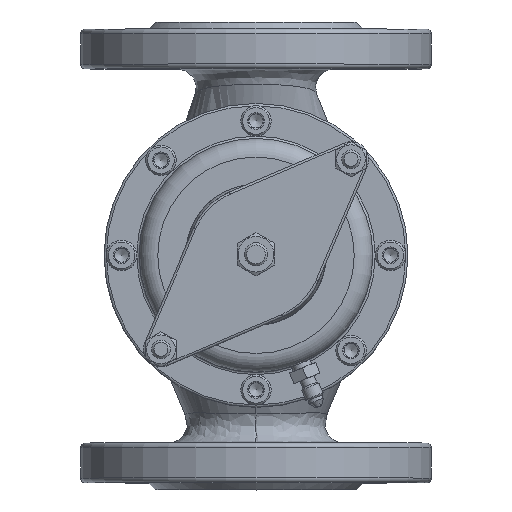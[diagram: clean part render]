
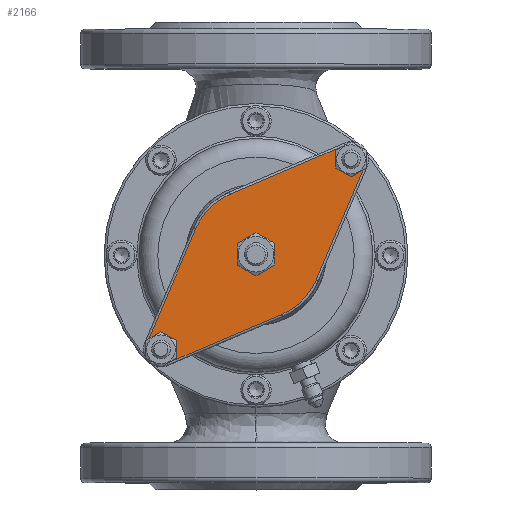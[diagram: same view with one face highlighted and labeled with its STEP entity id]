
A CAD part, top view. The second image highlights one B-rep face of the part: STEP entity #2166.
In plain terms, the highlighted face is planar.
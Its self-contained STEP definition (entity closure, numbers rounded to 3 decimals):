
#2166=ADVANCED_FACE('',(#17970,#17972,#17974,#17976),#17978,.T.);
#17970=FACE_BOUND('',#17971,.T.);
#17971=EDGE_LOOP('',(#20460,#20461,#20462,#20463,#20464,#20465,#20466,#20467));
#17972=FACE_BOUND('',#17973,.T.);
#17973=EDGE_LOOP('',(#20468));
#17974=FACE_BOUND('',#17975,.T.);
#17975=EDGE_LOOP('',(#20469));
#17976=FACE_BOUND('',#17977,.T.);
#17977=EDGE_LOOP('',(#20470));
#17978=PLANE('',#17979);
#17979=AXIS2_PLACEMENT_3D('',#17980,#17981,#17982);
#17980=CARTESIAN_POINT('',(0.,332.,0.));
#17981=DIRECTION('',(0.,1.,0.));
#17982=DIRECTION('',(0.,0.,1.));
#20460=ORIENTED_EDGE('',*,*,#22292,.T.);
#20461=ORIENTED_EDGE('',*,*,#22293,.T.);
#20462=ORIENTED_EDGE('',*,*,#22294,.T.);
#20463=ORIENTED_EDGE('',*,*,#22295,.T.);
#20464=ORIENTED_EDGE('',*,*,#22296,.T.);
#20465=ORIENTED_EDGE('',*,*,#22297,.T.);
#20466=ORIENTED_EDGE('',*,*,#22298,.T.);
#20467=ORIENTED_EDGE('',*,*,#22299,.T.);
#20468=ORIENTED_EDGE('',*,*,#22300,.T.);
#20469=ORIENTED_EDGE('',*,*,#22301,.T.);
#20470=ORIENTED_EDGE('',*,*,#22302,.T.);
#22292=EDGE_CURVE('',#23281,#23282,#23283,.T.);
#22293=EDGE_CURVE('',#23282,#23284,#23285,.T.);
#22294=EDGE_CURVE('',#23284,#23286,#23287,.T.);
#22295=EDGE_CURVE('',#23286,#23288,#23289,.T.);
#22296=EDGE_CURVE('',#23288,#23290,#23291,.T.);
#22297=EDGE_CURVE('',#23290,#23292,#23293,.T.);
#22298=EDGE_CURVE('',#23292,#23294,#23295,.T.);
#22299=EDGE_CURVE('',#23294,#23281,#23296,.T.);
#22300=EDGE_CURVE('',#23297,#23297,#23298,.F.);
#22301=EDGE_CURVE('',#23299,#23299,#23300,.F.);
#22302=EDGE_CURVE('',#23301,#23301,#23302,.F.);
#23281=VERTEX_POINT('',#31918);
#23282=VERTEX_POINT('',#31919);
#23283=LINE('',#31920,#31921);
#23284=VERTEX_POINT('',#31923);
#23285=CIRCLE('',#31924,28.);
#23286=VERTEX_POINT('',#31928);
#23287=LINE('',#31929,#31930);
#23288=VERTEX_POINT('',#31932);
#23289=CIRCLE('',#31933,6.5);
#23290=VERTEX_POINT('',#31937);
#23291=LINE('',#31938,#31939);
#23292=VERTEX_POINT('',#31941);
#23293=CIRCLE('',#31942,28.);
#23294=VERTEX_POINT('',#31946);
#23295=LINE('',#31947,#31948);
#23296=CIRCLE('',#31950,6.5);
#23297=VERTEX_POINT('',#31954);
#23298=CIRCLE('',#31955,5.);
#23299=VERTEX_POINT('',#31959);
#23300=CIRCLE('',#31960,6.);
#23301=VERTEX_POINT('',#31964);
#23302=CIRCLE('',#31965,5.);
#31918=CARTESIAN_POINT('',(-38.114,332.,46.64));
#31919=CARTESIAN_POINT('',(10.96,332.,25.766));
#31920=CARTESIAN_POINT('',(-38.114,332.,46.64));
#31921=VECTOR('',#31922,1.);
#31922=DIRECTION('',(0.92,0.,-0.391));
#31923=CARTESIAN_POINT('',(25.766,332.,10.96));
#31924=AXIS2_PLACEMENT_3D('',#31925,#31926,#31927);
#31925=CARTESIAN_POINT('',(0.,332.,0.));
#31926=DIRECTION('',(0.,1.,0.));
#31927=DIRECTION('',(0.391,0.,0.92));
#31928=CARTESIAN_POINT('',(46.64,332.,-38.114));
#31929=CARTESIAN_POINT('',(25.766,332.,10.96));
#31930=VECTOR('',#31931,1.);
#31931=DIRECTION('',(0.391,0.,-0.92));
#31932=CARTESIAN_POINT('',(38.114,332.,-46.64));
#31933=AXIS2_PLACEMENT_3D('',#31934,#31935,#31936);
#31934=CARTESIAN_POINT('',(40.659,332.,-40.659));
#31935=DIRECTION('',(0.,1.,0.));
#31936=DIRECTION('',(0.92,0.,0.391));
#31937=CARTESIAN_POINT('',(-10.96,332.,-25.766));
#31938=CARTESIAN_POINT('',(38.114,332.,-46.64));
#31939=VECTOR('',#31940,1.);
#31940=DIRECTION('',(-0.92,0.,0.391));
#31941=CARTESIAN_POINT('',(-25.766,332.,-10.96));
#31942=AXIS2_PLACEMENT_3D('',#31943,#31944,#31945);
#31943=CARTESIAN_POINT('',(0.,332.,0.));
#31944=DIRECTION('',(0.,1.,0.));
#31945=DIRECTION('',(-0.391,0.,-0.92));
#31946=CARTESIAN_POINT('',(-46.64,332.,38.114));
#31947=CARTESIAN_POINT('',(-25.766,332.,-10.96));
#31948=VECTOR('',#31949,1.);
#31949=DIRECTION('',(-0.391,0.,0.92));
#31950=AXIS2_PLACEMENT_3D('',#31951,#31952,#31953);
#31951=CARTESIAN_POINT('',(-40.659,332.,40.659));
#31952=DIRECTION('',(0.,1.,0.));
#31953=DIRECTION('',(-0.92,0.,-0.391));
#31954=CARTESIAN_POINT('',(-40.659,332.,45.659));
#31955=AXIS2_PLACEMENT_3D('',#31956,#31957,#31958);
#31956=CARTESIAN_POINT('',(-40.659,332.,40.659));
#31957=DIRECTION('',(0.,1.,0.));
#31958=DIRECTION('',(0.,0.,1.));
#31959=CARTESIAN_POINT('',(0.,332.,6.));
#31960=AXIS2_PLACEMENT_3D('',#31961,#31962,#31963);
#31961=CARTESIAN_POINT('',(0.,332.,0.));
#31962=DIRECTION('',(0.,1.,0.));
#31963=DIRECTION('',(0.,0.,1.));
#31964=CARTESIAN_POINT('',(40.659,332.,-35.659));
#31965=AXIS2_PLACEMENT_3D('',#31966,#31967,#31968);
#31966=CARTESIAN_POINT('',(40.659,332.,-40.659));
#31967=DIRECTION('',(0.,1.,0.));
#31968=DIRECTION('',(0.,0.,1.));
